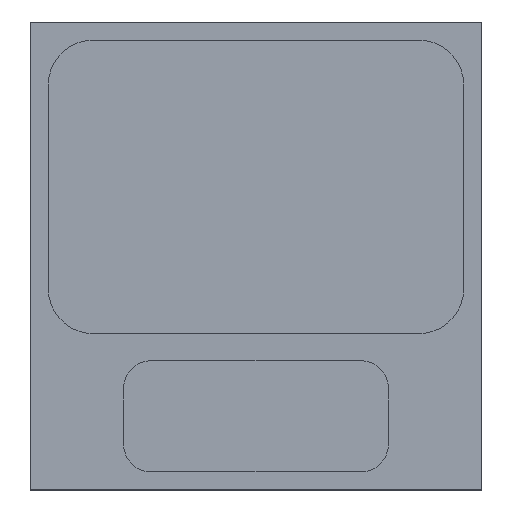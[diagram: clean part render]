
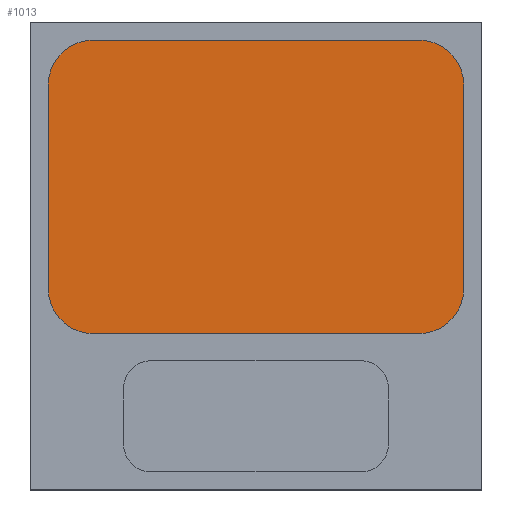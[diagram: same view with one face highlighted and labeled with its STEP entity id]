
A CAD part, top view. The second image highlights one B-rep face of the part: STEP entity #1013.
In plain terms, the highlighted planar face has unit normal (0, 0, 1).
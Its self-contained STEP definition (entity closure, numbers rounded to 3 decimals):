
#41=CIRCLE('',#1089,0.5);
#43=CIRCLE('',#1093,0.5);
#45=CIRCLE('',#1097,0.5);
#47=CIRCLE('',#1101,0.5);
#89=FACE_OUTER_BOUND('',#151,.T.);
#151=EDGE_LOOP('',(#703,#704,#705,#706,#707,#708,#709,#710));
#207=LINE('',#1493,#319);
#212=LINE('',#1507,#324);
#216=LINE('',#1519,#328);
#220=LINE('',#1531,#332);
#319=VECTOR('',#1188,10.);
#324=VECTOR('',#1201,10.);
#328=VECTOR('',#1213,10.);
#332=VECTOR('',#1225,10.);
#431=VERTEX_POINT('',#1491);
#432=VERTEX_POINT('',#1492);
#435=VERTEX_POINT('',#1500);
#437=VERTEX_POINT('',#1506);
#439=VERTEX_POINT('',#1512);
#441=VERTEX_POINT('',#1518);
#443=VERTEX_POINT('',#1524);
#445=VERTEX_POINT('',#1530);
#527=EDGE_CURVE('',#431,#432,#207,.T.);
#531=EDGE_CURVE('',#431,#435,#41,.T.);
#534=EDGE_CURVE('',#437,#435,#212,.T.);
#537=EDGE_CURVE('',#437,#439,#43,.T.);
#540=EDGE_CURVE('',#441,#439,#216,.T.);
#543=EDGE_CURVE('',#441,#443,#45,.T.);
#546=EDGE_CURVE('',#445,#443,#220,.T.);
#549=EDGE_CURVE('',#445,#432,#47,.T.);
#703=ORIENTED_EDGE('',*,*,#549,.T.);
#704=ORIENTED_EDGE('',*,*,#527,.F.);
#705=ORIENTED_EDGE('',*,*,#531,.T.);
#706=ORIENTED_EDGE('',*,*,#534,.F.);
#707=ORIENTED_EDGE('',*,*,#537,.T.);
#708=ORIENTED_EDGE('',*,*,#540,.F.);
#709=ORIENTED_EDGE('',*,*,#543,.T.);
#710=ORIENTED_EDGE('',*,*,#546,.F.);
#963=PLANE('',#1103);
#1013=ADVANCED_FACE('',(#89),#963,.T.);
#1089=AXIS2_PLACEMENT_3D('',#1501,#1194,#1195);
#1093=AXIS2_PLACEMENT_3D('',#1513,#1206,#1207);
#1097=AXIS2_PLACEMENT_3D('',#1525,#1218,#1219);
#1101=AXIS2_PLACEMENT_3D('',#1536,#1230,#1231);
#1103=AXIS2_PLACEMENT_3D('',#1538,#1234,#1235);
#1188=DIRECTION('',(-1.,0.,0.));
#1194=DIRECTION('center_axis',(0.,0.,1.));
#1195=DIRECTION('ref_axis',(0.,-1.,0.));
#1201=DIRECTION('',(0.,-1.,0.));
#1206=DIRECTION('center_axis',(0.,0.,1.));
#1207=DIRECTION('ref_axis',(1.,0.,0.));
#1213=DIRECTION('',(1.,0.,0.));
#1218=DIRECTION('center_axis',(0.,0.,1.));
#1219=DIRECTION('ref_axis',(0.,1.,0.));
#1225=DIRECTION('',(0.,1.,0.));
#1230=DIRECTION('center_axis',(0.,0.,1.));
#1231=DIRECTION('ref_axis',(-1.,0.,0.));
#1234=DIRECTION('center_axis',(0.,0.,1.));
#1235=DIRECTION('ref_axis',(1.,0.,0.));
#1491=CARTESIAN_POINT('',(1.8,-0.86,0.7));
#1492=CARTESIAN_POINT('',(-1.8,-0.86,0.7));
#1493=CARTESIAN_POINT('',(1.8,-0.86,0.7));
#1500=CARTESIAN_POINT('',(2.3,-0.36,0.7));
#1501=CARTESIAN_POINT('Origin',(1.8,-0.36,0.7));
#1506=CARTESIAN_POINT('',(2.3,1.89,0.7));
#1507=CARTESIAN_POINT('',(2.3,1.89,0.7));
#1512=CARTESIAN_POINT('',(1.8,2.39,0.7));
#1513=CARTESIAN_POINT('Origin',(1.8,1.89,0.7));
#1518=CARTESIAN_POINT('',(-1.8,2.39,0.7));
#1519=CARTESIAN_POINT('',(-1.8,2.39,0.7));
#1524=CARTESIAN_POINT('',(-2.3,1.89,0.7));
#1525=CARTESIAN_POINT('Origin',(-1.8,1.89,0.7));
#1530=CARTESIAN_POINT('',(-2.3,-0.36,0.7));
#1531=CARTESIAN_POINT('',(-2.3,-0.36,0.7));
#1536=CARTESIAN_POINT('Origin',(-1.8,-0.36,0.7));
#1538=CARTESIAN_POINT('Origin',(0.,0.765,0.7));
